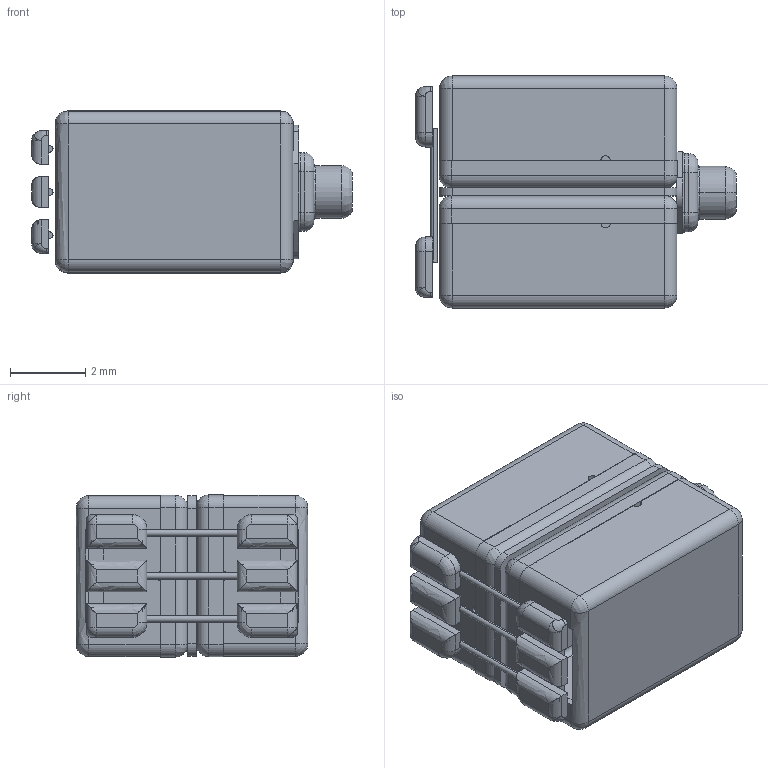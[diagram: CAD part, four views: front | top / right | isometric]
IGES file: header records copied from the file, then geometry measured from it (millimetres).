
Start section:  PTC IGES file: ej-23018-000_sw.igs
Global section: file name: ej-23018-000_sw.igs; native system: Pro/ENGINEER by Parametric Technology Corporation; preprocessor: 2011220; author: LYan; organization: Unknown; date: 20120523.142436; units: inch
Bounding box: 8.51 x 6.15 x 4.3 mm (x, y, z)
Surface area: 518.3 mm2 (no closed solid volume)
Topology: 0 solids, 0 shells, 829 faces, 4528 edges, 4528 vertices
Faces by surface type: bspline 613, revolution 216
